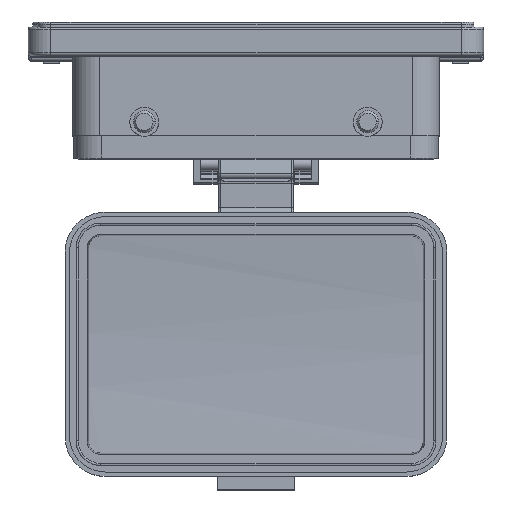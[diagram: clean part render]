
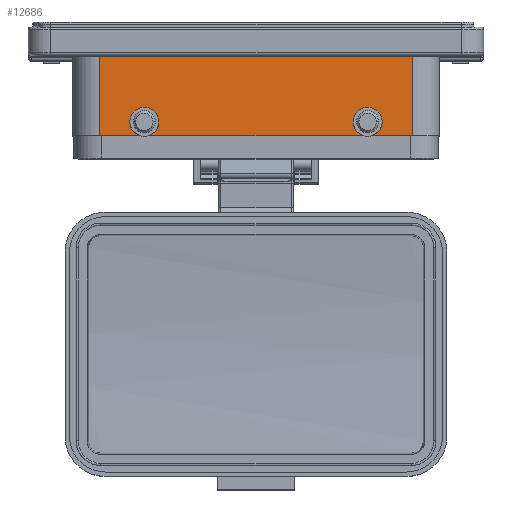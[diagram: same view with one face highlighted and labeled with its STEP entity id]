
A CAD part, top view. The second image highlights one B-rep face of the part: STEP entity #12686.
In plain terms, the highlighted planar face has unit normal (0, 0, 1).
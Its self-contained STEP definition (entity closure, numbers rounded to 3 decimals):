
#559=DIRECTION('',(-1.,0.,0.));
#560=VECTOR('',#559,70.);
#561=CARTESIAN_POINT('',(107.5,19.8,10.25));
#562=LINE('',#561,#560);
#829=DIRECTION('',(1.,0.,0.));
#830=VECTOR('',#829,47.925);
#831=CARTESIAN_POINT('',(48.537,2.02,10.25));
#832=LINE('',#831,#830);
#837=DIRECTION('',(1.,0.,0.));
#838=VECTOR('',#837,8.963);
#839=CARTESIAN_POINT('',(98.537,2.02,10.25));
#840=LINE('',#839,#838);
#848=DIRECTION('',(1.,0.,0.));
#849=VECTOR('',#848,8.963);
#850=CARTESIAN_POINT('',(37.5,2.02,10.25));
#851=LINE('',#850,#849);
#861=CARTESIAN_POINT('',(47.5,5.1,10.25));
#862=DIRECTION('',(0.,0.,1.));
#863=DIRECTION('',(-1.,0.,0.));
#864=AXIS2_PLACEMENT_3D('',#861,#862,#863);
#866=CARTESIAN_POINT('',(97.5,5.1,10.25));
#867=DIRECTION('',(0.,0.,1.));
#868=DIRECTION('',(0.319,-0.948,0.));
#869=AXIS2_PLACEMENT_3D('',#866,#867,#868);
#871=CARTESIAN_POINT('',(97.5,5.1,10.25));
#872=DIRECTION('',(0.,0.,1.));
#873=DIRECTION('',(1.,0.,0.));
#874=AXIS2_PLACEMENT_3D('',#871,#872,#873);
#876=CARTESIAN_POINT('',(97.5,5.1,10.25));
#877=DIRECTION('',(0.,0.,1.));
#878=DIRECTION('',(-1.,0.,0.));
#879=AXIS2_PLACEMENT_3D('',#876,#877,#878);
#881=CARTESIAN_POINT('',(47.5,5.1,10.25));
#882=DIRECTION('',(0.,0.,1.));
#883=DIRECTION('',(0.319,-0.948,0.));
#884=AXIS2_PLACEMENT_3D('',#881,#882,#883);
#886=CARTESIAN_POINT('',(47.5,5.1,10.25));
#887=DIRECTION('',(0.,0.,1.));
#888=DIRECTION('',(1.,0.,0.));
#889=AXIS2_PLACEMENT_3D('',#886,#887,#888);
#891=DIRECTION('',(0.,-1.,0.));
#892=VECTOR('',#891,17.78);
#893=CARTESIAN_POINT('',(37.5,19.8,10.25));
#894=LINE('',#893,#892);
#4651=DIRECTION('',(0.,1.,0.));
#4652=VECTOR('',#4651,17.78);
#4653=CARTESIAN_POINT('',(107.5,2.02,10.25));
#4654=LINE('',#4653,#4652);
#9912=CARTESIAN_POINT('',(37.5,2.02,10.25));
#9913=VERTEX_POINT('',#9912);
#9914=CARTESIAN_POINT('',(107.5,2.02,10.25));
#9915=VERTEX_POINT('',#9914);
#9928=CARTESIAN_POINT('',(107.5,19.8,10.25));
#9929=VERTEX_POINT('',#9928);
#9932=CARTESIAN_POINT('',(37.5,19.8,10.25));
#9933=VERTEX_POINT('',#9932);
#11133=CARTESIAN_POINT('',(98.537,2.02,10.25));
#11134=CARTESIAN_POINT('',(96.463,2.02,10.25));
#11135=VERTEX_POINT('',#11133);
#11136=VERTEX_POINT('',#11134);
#11137=CARTESIAN_POINT('',(94.25,5.1,10.25));
#11138=VERTEX_POINT('',#11137);
#11139=CARTESIAN_POINT('',(100.75,5.1,10.25));
#11140=VERTEX_POINT('',#11139);
#11165=CARTESIAN_POINT('',(48.537,2.02,10.25));
#11166=CARTESIAN_POINT('',(46.463,2.02,10.25));
#11167=VERTEX_POINT('',#11165);
#11168=VERTEX_POINT('',#11166);
#11169=CARTESIAN_POINT('',(44.25,5.1,10.25));
#11170=VERTEX_POINT('',#11169);
#11171=CARTESIAN_POINT('',(50.75,5.1,10.25));
#11172=VERTEX_POINT('',#11171);
#12661=CARTESIAN_POINT('',(21.5,19.8,10.25));
#12662=DIRECTION('',(0.,0.,1.));
#12663=DIRECTION('',(1.,0.,0.));
#12664=AXIS2_PLACEMENT_3D('',#12661,#12662,#12663);
#12665=PLANE('',#12664);
#12666=ORIENTED_EDGE('',*,*,#12647,.T.);
#12667=ORIENTED_EDGE('',*,*,#12626,.F.);
#12669=ORIENTED_EDGE('',*,*,#12668,.F.);
#12670=ORIENTED_EDGE('',*,*,#12204,.F.);
#12672=ORIENTED_EDGE('',*,*,#12671,.F.);
#12673=ORIENTED_EDGE('',*,*,#12619,.F.);
#12675=ORIENTED_EDGE('',*,*,#12674,.T.);
#12677=ORIENTED_EDGE('',*,*,#12676,.T.);
#12679=ORIENTED_EDGE('',*,*,#12678,.T.);
#12680=ORIENTED_EDGE('',*,*,#12615,.F.);
#12681=ORIENTED_EDGE('',*,*,#12655,.T.);
#12683=ORIENTED_EDGE('',*,*,#12682,.T.);
#12684=EDGE_LOOP('',(#12666,#12667,#12669,#12670,#12672,#12673,#12675,#12677,
#12679,#12680,#12681,#12683));
#12685=FACE_OUTER_BOUND('',#12684,.F.);
#12686=ADVANCED_FACE('',(#12685),#12665,.T.);
#865=CIRCLE('',#864,3.25);
#870=CIRCLE('',#869,3.25);
#875=CIRCLE('',#874,3.25);
#880=CIRCLE('',#879,3.25);
#885=CIRCLE('',#884,3.25);
#890=CIRCLE('',#889,3.25);
#12204=EDGE_CURVE('',#9929,#9933,#562,.T.);
#12615=EDGE_CURVE('',#11167,#11136,#832,.T.);
#12619=EDGE_CURVE('',#11135,#9915,#840,.T.);
#12626=EDGE_CURVE('',#9913,#11168,#851,.T.);
#12647=EDGE_CURVE('',#11170,#11168,#865,.T.);
#12655=EDGE_CURVE('',#11167,#11172,#885,.T.);
#12668=EDGE_CURVE('',#9933,#9913,#894,.T.);
#12671=EDGE_CURVE('',#9915,#9929,#4654,.T.);
#12674=EDGE_CURVE('',#11135,#11140,#870,.T.);
#12676=EDGE_CURVE('',#11140,#11138,#875,.T.);
#12678=EDGE_CURVE('',#11138,#11136,#880,.T.);
#12682=EDGE_CURVE('',#11172,#11170,#890,.T.);
